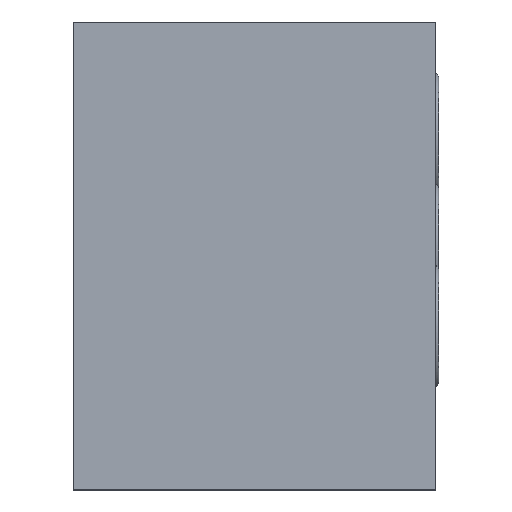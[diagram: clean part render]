
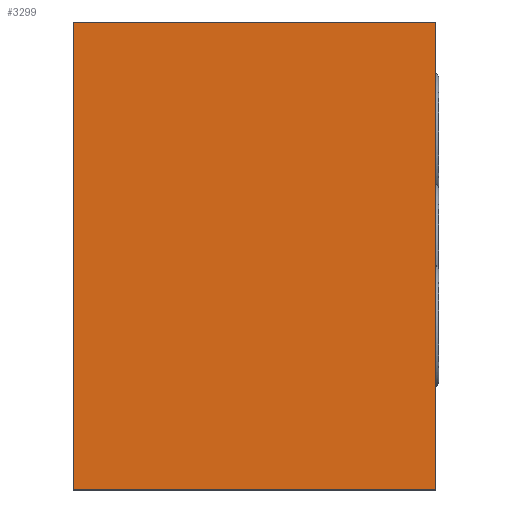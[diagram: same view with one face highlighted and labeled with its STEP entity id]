
A CAD part, top view. The second image highlights one B-rep face of the part: STEP entity #3299.
In plain terms, the highlighted planar face has unit normal (0, 0, 1).
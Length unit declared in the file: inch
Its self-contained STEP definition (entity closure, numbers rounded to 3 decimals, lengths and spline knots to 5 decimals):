
#1236=DIRECTION('',(0.,-1.,0.));
#1237=VECTOR('',#1236,2.5);
#1238=CARTESIAN_POINT('',(0.,0.,3.75));
#1239=LINE('',#1238,#1237);
#1240=DIRECTION('',(-1.,0.,0.));
#1241=VECTOR('',#1240,1.938);
#1242=CARTESIAN_POINT('',(1.938,0.,3.75));
#1243=LINE('',#1242,#1241);
#1244=DIRECTION('',(0.,1.,0.));
#1245=VECTOR('',#1244,2.5);
#1246=CARTESIAN_POINT('',(1.938,-2.5,3.75));
#1247=LINE('',#1246,#1245);
#1248=DIRECTION('',(1.,0.,0.));
#1249=VECTOR('',#1248,1.938);
#1250=CARTESIAN_POINT('',(0.,-2.5,3.75));
#1251=LINE('',#1250,#1249);
#2134=CARTESIAN_POINT('',(0.,0.,3.75));
#2135=CARTESIAN_POINT('',(0.,-2.5,3.75));
#2136=VERTEX_POINT('',#2134);
#2137=VERTEX_POINT('',#2135);
#2138=CARTESIAN_POINT('',(1.938,-2.5,3.75));
#2139=VERTEX_POINT('',#2138);
#2140=CARTESIAN_POINT('',(1.938,0.,3.75));
#2141=VERTEX_POINT('',#2140);
#3287=CARTESIAN_POINT('',(0.,0.,3.75));
#3288=DIRECTION('',(0.,0.,1.));
#3289=DIRECTION('',(1.,0.,0.));
#3290=AXIS2_PLACEMENT_3D('',#3287,#3288,#3289);
#3291=PLANE('',#3290);
#3292=ORIENTED_EDGE('',*,*,#3214,.F.);
#3293=ORIENTED_EDGE('',*,*,#3281,.F.);
#3294=ORIENTED_EDGE('',*,*,#2897,.F.);
#3296=ORIENTED_EDGE('',*,*,#3295,.F.);
#3297=EDGE_LOOP('',(#3292,#3293,#3294,#3296));
#3298=FACE_OUTER_BOUND('',#3297,.F.);
#3299=ADVANCED_FACE('',(#3298),#3291,.T.);
#2897=EDGE_CURVE('',#2139,#2141,#1247,.T.);
#3214=EDGE_CURVE('',#2136,#2137,#1239,.T.);
#3281=EDGE_CURVE('',#2141,#2136,#1243,.T.);
#3295=EDGE_CURVE('',#2137,#2139,#1251,.T.);
